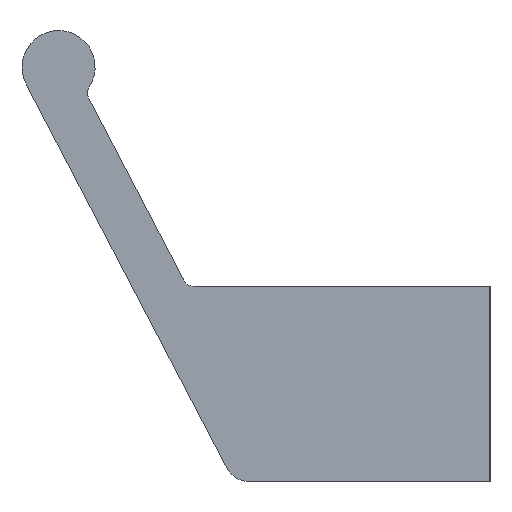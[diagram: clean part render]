
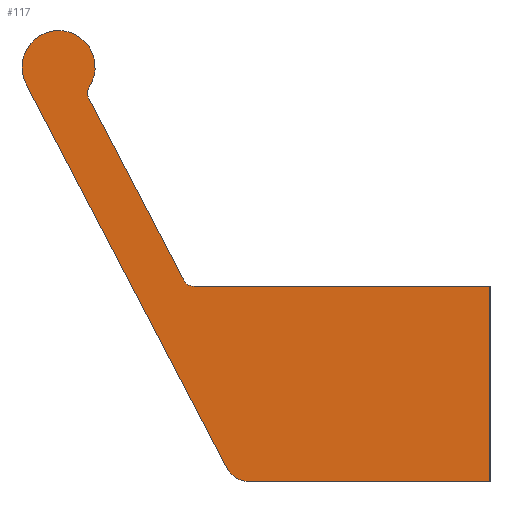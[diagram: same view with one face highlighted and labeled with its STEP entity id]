
A CAD part, left-side view. The second image highlights one B-rep face of the part: STEP entity #117.
In plain terms, the highlighted planar face has unit normal (-1, 0, 0).
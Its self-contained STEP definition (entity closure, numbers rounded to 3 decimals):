
#2 = ORIENTED_EDGE ( 'NONE', *, *, #586, .F. ) ;
#21 = EDGE_LOOP ( 'NONE', ( #2, #335, #597, #652, #56, #370, #577, #210, #538, #126 ) ) ;
#27 = EDGE_CURVE ( 'NONE', #46, #54, #100, .T. ) ;
#29 = LINE ( 'NONE', #495, #444 ) ;
#39 = FACE_OUTER_BOUND ( 'NONE', #21, .T. ) ;
#43 = AXIS2_PLACEMENT_3D ( 'NONE', #80, #75, #194 ) ;
#46 = VERTEX_POINT ( 'NONE', #574 ) ;
#50 = DIRECTION ( 'NONE',  ( -1., 0., 0. ) ) ;
#54 = VERTEX_POINT ( 'NONE', #109 ) ;
#56 = ORIENTED_EDGE ( 'NONE', *, *, #312, .F. ) ;
#62 = LINE ( 'NONE', #118, #541 ) ;
#64 = CARTESIAN_POINT ( 'NONE',  ( -58., 19.029, 12.305 ) ) ;
#67 = CIRCLE ( 'NONE', #150, 1.5 ) ;
#75 = DIRECTION ( 'NONE',  ( -1., 0., 0. ) ) ;
#80 = CARTESIAN_POINT ( 'NONE',  ( -58., 16.011, 11.928 ) ) ;
#94 = VECTOR ( 'NONE', #273, 1000. ) ;
#100 = CIRCLE ( 'NONE', #346, 0.5 ) ;
#109 = CARTESIAN_POINT ( 'NONE',  ( -58., 12.128, 4. ) ) ;
#117 = ADVANCED_FACE ( 'NONE', ( #39 ), #506, .F. ) ;
#118 = CARTESIAN_POINT ( 'NONE',  ( -58., 12.128, 4. ) ) ;
#119 = DIRECTION ( 'NONE',  ( 0., -1., 0. ) ) ;
#120 = CIRCLE ( 'NONE', #326, 1.5 ) ;
#126 = ORIENTED_EDGE ( 'NONE', *, *, #338, .F. ) ;
#137 = CARTESIAN_POINT ( 'NONE',  ( -58., 17.7, 13. ) ) ;
#142 = DIRECTION ( 'NONE',  ( 1., 0., 0. ) ) ;
#150 = AXIS2_PLACEMENT_3D ( 'NONE', #491, #439, #651 ) ;
#159 = EDGE_CURVE ( 'NONE', #639, #180, #120, .T. ) ;
#167 = VERTEX_POINT ( 'NONE', #562 ) ;
#178 = LINE ( 'NONE', #334, #655 ) ;
#180 = VERTEX_POINT ( 'NONE', #667 ) ;
#190 = DIRECTION ( 'NONE',  ( 0., 0., -1. ) ) ;
#194 = DIRECTION ( 'NONE',  ( 0., 0., 1. ) ) ;
#210 = ORIENTED_EDGE ( 'NONE', *, *, #612, .F. ) ;
#243 = EDGE_CURVE ( 'NONE', #496, #257, #297, .T. ) ;
#251 = EDGE_CURVE ( 'NONE', #54, #496, #62, .T. ) ;
#257 = VERTEX_POINT ( 'NONE', #534 ) ;
#273 = DIRECTION ( 'NONE',  ( 0., -0.463, -0.886 ) ) ;
#284 = DIRECTION ( 'NONE',  ( 1., 0., 0. ) ) ;
#297 = LINE ( 'NONE', #433, #428 ) ;
#312 = EDGE_CURVE ( 'NONE', #167, #46, #425, .T. ) ;
#313 = DIRECTION ( 'NONE',  ( 0., 0., -1. ) ) ;
#319 = AXIS2_PLACEMENT_3D ( 'NONE', #435, #590, #430 ) ;
#321 = CARTESIAN_POINT ( 'NONE',  ( -58., 17.7, 14.5 ) ) ;
#326 = AXIS2_PLACEMENT_3D ( 'NONE', #137, #142, #398 ) ;
#334 = CARTESIAN_POINT ( 'NONE',  ( -58., 0., -4. ) ) ;
#335 = ORIENTED_EDGE ( 'NONE', *, *, #243, .F. ) ;
#338 = EDGE_CURVE ( 'NONE', #479, #648, #589, .T. ) ;
#346 = AXIS2_PLACEMENT_3D ( 'NONE', #411, #50, #516 ) ;
#347 = CARTESIAN_POINT ( 'NONE',  ( -58., 0., 4. ) ) ;
#350 = DIRECTION ( 'NONE',  ( 0., 1., 0. ) ) ;
#370 = ORIENTED_EDGE ( 'NONE', *, *, #542, .F. ) ;
#372 = CARTESIAN_POINT ( 'NONE',  ( -58., 16.454, 11.697 ) ) ;
#382 = CARTESIAN_POINT ( 'NONE',  ( -58., 9.9, -4. ) ) ;
#398 = DIRECTION ( 'NONE',  ( 0., 0., -1. ) ) ;
#411 = CARTESIAN_POINT ( 'NONE',  ( -58., 12.128, 4.5 ) ) ;
#425 = LINE ( 'NONE', #372, #94 ) ;
#428 = VECTOR ( 'NONE', #313, 1000. ) ;
#430 = DIRECTION ( 'NONE',  ( 0., 0., -1. ) ) ;
#433 = CARTESIAN_POINT ( 'NONE',  ( -58., 0., 4. ) ) ;
#435 = CARTESIAN_POINT ( 'NONE',  ( -58., 9.9, -3. ) ) ;
#439 = DIRECTION ( 'NONE',  ( 1., 0., 0. ) ) ;
#444 = VECTOR ( 'NONE', #595, 1000. ) ;
#479 = VERTEX_POINT ( 'NONE', #382 ) ;
#486 = EDGE_CURVE ( 'NONE', #648, #653, #29, .T. ) ;
#491 = CARTESIAN_POINT ( 'NONE',  ( -58., 17.7, 13. ) ) ;
#495 = CARTESIAN_POINT ( 'NONE',  ( -58., 10.786, -3.463 ) ) ;
#496 = VERTEX_POINT ( 'NONE', #347 ) ;
#502 = CARTESIAN_POINT ( 'NONE',  ( -58., 9.9, -3. ) ) ;
#506 = PLANE ( 'NONE',  #661 ) ;
#516 = DIRECTION ( 'NONE',  ( 0., 0., 1. ) ) ;
#530 = CARTESIAN_POINT ( 'NONE',  ( -58., 10.786, -3.463 ) ) ;
#534 = CARTESIAN_POINT ( 'NONE',  ( -58., 0., -4. ) ) ;
#538 = ORIENTED_EDGE ( 'NONE', *, *, #486, .F. ) ;
#541 = VECTOR ( 'NONE', #119, 1000. ) ;
#542 = EDGE_CURVE ( 'NONE', #180, #167, #573, .T. ) ;
#562 = CARTESIAN_POINT ( 'NONE',  ( -58., 16.454, 11.697 ) ) ;
#573 = CIRCLE ( 'NONE', #43, 0.5 ) ;
#574 = CARTESIAN_POINT ( 'NONE',  ( -58., 12.571, 4.268 ) ) ;
#577 = ORIENTED_EDGE ( 'NONE', *, *, #159, .F. ) ;
#586 = EDGE_CURVE ( 'NONE', #257, #479, #178, .T. ) ;
#589 = CIRCLE ( 'NONE', #319, 1. ) ;
#590 = DIRECTION ( 'NONE',  ( 1., 0., 0. ) ) ;
#595 = DIRECTION ( 'NONE',  ( 0., 0.463, 0.886 ) ) ;
#597 = ORIENTED_EDGE ( 'NONE', *, *, #251, .F. ) ;
#612 = EDGE_CURVE ( 'NONE', #653, #639, #67, .T. ) ;
#639 = VERTEX_POINT ( 'NONE', #321 ) ;
#648 = VERTEX_POINT ( 'NONE', #530 ) ;
#651 = DIRECTION ( 'NONE',  ( 0., 0., -1. ) ) ;
#652 = ORIENTED_EDGE ( 'NONE', *, *, #27, .F. ) ;
#653 = VERTEX_POINT ( 'NONE', #64 ) ;
#655 = VECTOR ( 'NONE', #350, 1000. ) ;
#661 = AXIS2_PLACEMENT_3D ( 'NONE', #502, #284, #190 ) ;
#667 = CARTESIAN_POINT ( 'NONE',  ( -58., 16.434, 12.196 ) ) ;
